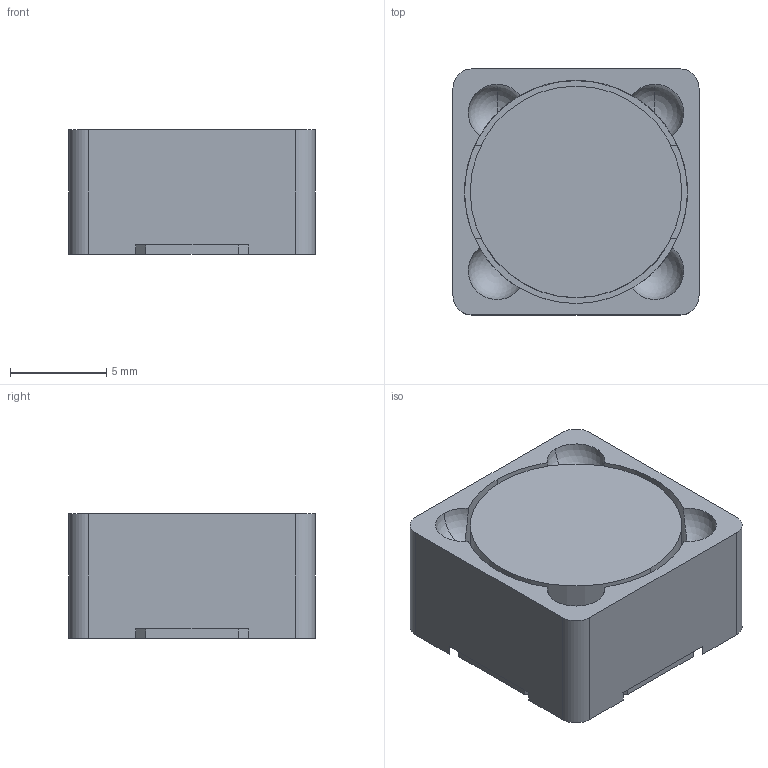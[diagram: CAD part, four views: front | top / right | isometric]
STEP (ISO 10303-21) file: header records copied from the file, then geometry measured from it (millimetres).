
FILE_DESCRIPTION((''),'2;1');
FILE_NAME('IND_BOURNS_SRR1260.stp','2010-09-14T10:37:22',(''),(''),'Mechanical Desktop 2010','Mechanical Desktop 2010',', , ');
FILE_SCHEMA(('AUTOMOTIVE_DESIGN { 1 2 10303 214 1 1 1 1 }'));
Length unit declared in the file: millimetre
Products named in the file (1): Product
Bounding box: 12.8 x 12.8 x 6.5 mm (x, y, z)
Volume: 973.4 mm3; surface area: 1342.6 mm2
Topology: 5 solids, 5 shells, 56 faces, 146 edges, 94 vertices
Faces by surface type: plane 42, cylinder 8, sphere 6
Entity records: 1808 total; most frequent: CARTESIAN_POINT 395, ORIENTED_EDGE 280, DIRECTION 274, EDGE_CURVE 140, VECTOR 104, LINE 104, VERTEX_POINT 94, AXIS2_PLACEMENT_3D 85
